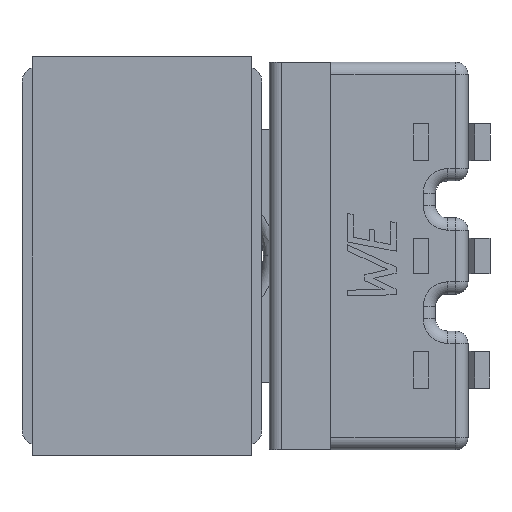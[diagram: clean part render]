
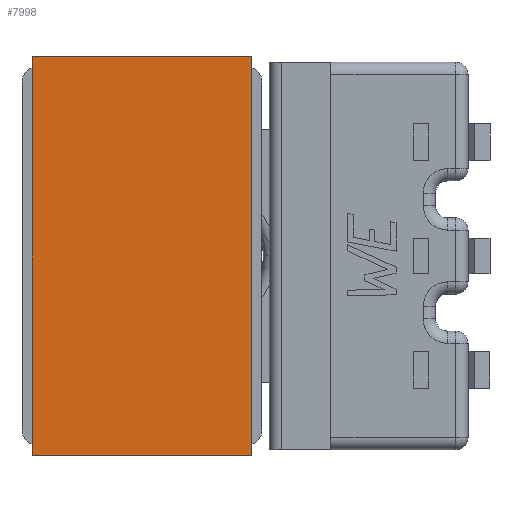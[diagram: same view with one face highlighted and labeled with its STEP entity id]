
A CAD part, left-side view. The second image highlights one B-rep face of the part: STEP entity #7998.
In plain terms, the highlighted face is planar.
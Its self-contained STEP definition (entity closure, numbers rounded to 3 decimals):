
#396 = DIRECTION ( 'NONE',  ( 0., 1., 0. ) ) ;
#672 = CARTESIAN_POINT ( 'NONE',  ( 5.86, -6.31, -3.56 ) ) ;
#868 = VECTOR ( 'NONE', #6619, 1000. ) ;
#1052 = ORIENTED_EDGE ( 'NONE', *, *, #2801, .T. ) ;
#1057 = ORIENTED_EDGE ( 'NONE', *, *, #1069, .T. ) ;
#1069 = EDGE_CURVE ( 'NONE', #1755, #9980, #10298, .T. ) ;
#1755 = VERTEX_POINT ( 'NONE', #2662 ) ;
#1832 = PLANE ( 'NONE',  #6198 ) ;
#2662 = CARTESIAN_POINT ( 'NONE',  ( 5.86, -6.31, -3.56 ) ) ;
#2801 = EDGE_CURVE ( 'NONE', #9980, #3722, #3921, .T. ) ;
#3353 = CARTESIAN_POINT ( 'NONE',  ( 5.86, 0.16, 0. ) ) ;
#3600 = EDGE_CURVE ( 'NONE', #1755, #6789, #8570, .T. ) ;
#3722 = VERTEX_POINT ( 'NONE', #3353 ) ;
#3849 = DIRECTION ( 'NONE',  ( 0., 1., 0. ) ) ;
#3913 = LINE ( 'NONE', #7268, #9199 ) ;
#3921 = LINE ( 'NONE', #8124, #4049 ) ;
#3975 = CARTESIAN_POINT ( 'NONE',  ( 5.86, -6.31, 0. ) ) ;
#4037 = CARTESIAN_POINT ( 'NONE',  ( 5.86, 0.16, -3.56 ) ) ;
#4049 = VECTOR ( 'NONE', #5027, 1000. ) ;
#4065 = EDGE_CURVE ( 'NONE', #6789, #3722, #3913, .T. ) ;
#5027 = DIRECTION ( 'NONE',  ( 0., 0., 1. ) ) ;
#5960 = EDGE_LOOP ( 'NONE', ( #6300, #9771, #1057, #1052 ) ) ;
#6198 = AXIS2_PLACEMENT_3D ( 'NONE', #6295, #8848, #6256 ) ;
#6256 = DIRECTION ( 'NONE',  ( 0., 1., 0. ) ) ;
#6295 = CARTESIAN_POINT ( 'NONE',  ( 5.86, 0.16, -3.56 ) ) ;
#6300 = ORIENTED_EDGE ( 'NONE', *, *, #4065, .F. ) ;
#6619 = DIRECTION ( 'NONE',  ( 0., 0., 1. ) ) ;
#6789 = VERTEX_POINT ( 'NONE', #3975 ) ;
#7268 = CARTESIAN_POINT ( 'NONE',  ( 5.86, 0.16, 0. ) ) ;
#7998 = ADVANCED_FACE ( 'NONE', ( #8932 ), #1832, .T. ) ;
#8124 = CARTESIAN_POINT ( 'NONE',  ( 5.86, 0.16, -3.56 ) ) ;
#8570 = LINE ( 'NONE', #672, #868 ) ;
#8608 = VECTOR ( 'NONE', #396, 1000. ) ;
#8848 = DIRECTION ( 'NONE',  ( 1., 0., 0. ) ) ;
#8932 = FACE_OUTER_BOUND ( 'NONE', #5960, .T. ) ;
#9199 = VECTOR ( 'NONE', #3849, 1000. ) ;
#9771 = ORIENTED_EDGE ( 'NONE', *, *, #3600, .F. ) ;
#9980 = VERTEX_POINT ( 'NONE', #4037 ) ;
#10298 = LINE ( 'NONE', #10525, #8608 ) ;
#10525 = CARTESIAN_POINT ( 'NONE',  ( 5.86, 0.16, -3.56 ) ) ;
